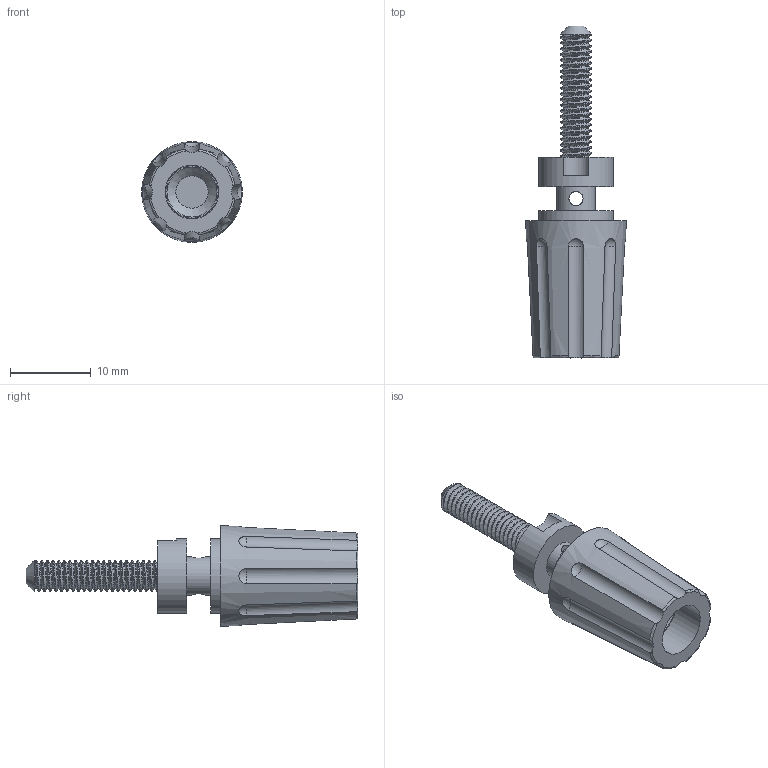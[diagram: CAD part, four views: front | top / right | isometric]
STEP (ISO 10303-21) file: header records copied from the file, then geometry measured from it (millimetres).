
FILE_DESCRIPTION(/* description */ (''),/* implementation_level */ '2;1');
FILE_NAME(/* name */ 'Banana Socket (Blue).step',/* time_stamp */ '2023-12-29T03:23:25Z',/* author */ (''),/* organization */ (''),/* preprocessor_version */ 'ST-DEVELOPER v20',/* originating_system */ 'Autodesk Translation Framework v12.14.0.127',/* authorisation */ '');
FILE_SCHEMA (('AUTOMOTIVE_DESIGN { 1 0 10303 214 3 1 1 }'));
Length unit declared in the file: millimetre
Products named in the file (1): Banana Socket (Blue)
Bounding box: 12.5 x 41.15 x 12.5 mm (x, y, z)
Volume: 1939.3 mm3; surface area: 2293 mm2
Topology: 2 solids, 2 shells, 50 faces, 202 edges, 161 vertices
Faces by surface type: cylinder 18, plane 11, sphere 8, torus 8, cone 3, bspline 2
Full cylindrical faces by diameter (mm): 1.75 x1, 4 x1, 4.75 x1, 6.5 x1, 6.65 x1, 9.3 x2
Entity records: 15610 total; most frequent: CARTESIAN_POINT 14024, ORIENTED_EDGE 404, DIRECTION 226, EDGE_CURVE 202, VERTEX_POINT 161, B_SPLINE_CURVE_WITH_KNOTS 132, AXIS2_PLACEMENT_3D 107, EDGE_LOOP 59
